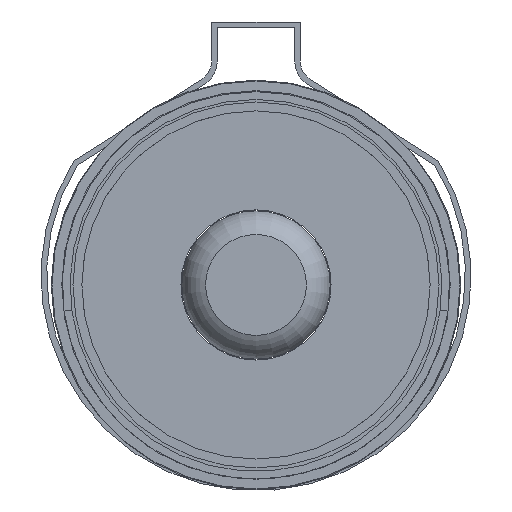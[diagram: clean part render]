
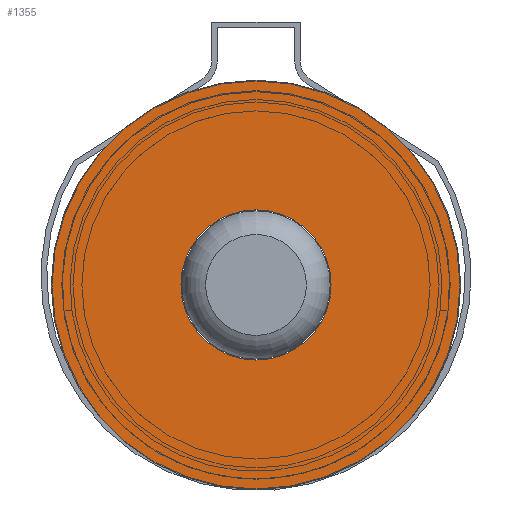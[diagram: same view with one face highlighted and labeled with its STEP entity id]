
A CAD part, front view. The second image highlights one B-rep face of the part: STEP entity #1355.
In plain terms, the highlighted planar face has unit normal (0, -1, 0).
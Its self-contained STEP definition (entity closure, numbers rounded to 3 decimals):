
#178 = ORIENTED_EDGE ( 'NONE', *, *, #3881, .F. ) ;
#215 = EDGE_LOOP ( 'NONE', ( #1280 ) ) ;
#737 = DIRECTION ( 'NONE',  ( 0., -1., 0. ) ) ;
#1006 = PLANE ( 'NONE',  #2764 ) ;
#1280 = ORIENTED_EDGE ( 'NONE', *, *, #2834, .F. ) ;
#1355 = ADVANCED_FACE ( 'NONE', ( #1850, #3104 ), #1006, .T. ) ;
#1584 = CARTESIAN_POINT ( 'NONE',  ( 0., -602., -47.519 ) ) ;
#1603 = CARTESIAN_POINT ( 'NONE',  ( 36.865, -602., -47.519 ) ) ;
#1671 = EDGE_LOOP ( 'NONE', ( #178 ) ) ;
#1677 = CIRCLE ( 'NONE', #3630, 36.865 ) ;
#1850 = FACE_BOUND ( 'NONE', #1671, .T. ) ;
#2047 = DIRECTION ( 'NONE',  ( 1., 0., 0. ) ) ;
#2126 = DIRECTION ( 'NONE',  ( 0., 1., 0. ) ) ;
#2148 = DIRECTION ( 'NONE',  ( 1., 0., 0. ) ) ;
#2215 = DIRECTION ( 'NONE',  ( 0., 0., 1. ) ) ;
#2250 = DIRECTION ( 'NONE',  ( 0., -1., 0. ) ) ;
#2377 = CIRCLE ( 'NONE', #3685, 13.565 ) ;
#2668 = CARTESIAN_POINT ( 'NONE',  ( 0., -602., -47.519 ) ) ;
#2764 = AXIS2_PLACEMENT_3D ( 'NONE', #1584, #2250, #2215 ) ;
#2834 = EDGE_CURVE ( 'NONE', #3809, #3809, #1677, .T. ) ;
#2990 = CARTESIAN_POINT ( 'NONE',  ( 13.565, -602., -47.519 ) ) ;
#3104 = FACE_OUTER_BOUND ( 'NONE', #215, .T. ) ;
#3293 = VERTEX_POINT ( 'NONE', #2990 ) ;
#3339 = CARTESIAN_POINT ( 'NONE',  ( 0., -602., -47.519 ) ) ;
#3630 = AXIS2_PLACEMENT_3D ( 'NONE', #3339, #2126, #2148 ) ;
#3685 = AXIS2_PLACEMENT_3D ( 'NONE', #2668, #737, #2047 ) ;
#3809 = VERTEX_POINT ( 'NONE', #1603 ) ;
#3881 = EDGE_CURVE ( 'NONE', #3293, #3293, #2377, .T. ) ;
